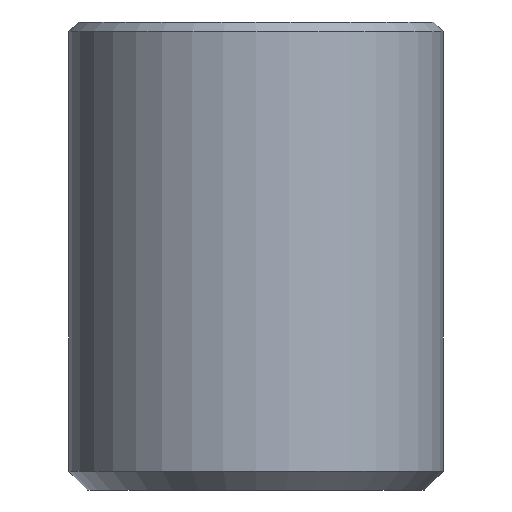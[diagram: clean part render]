
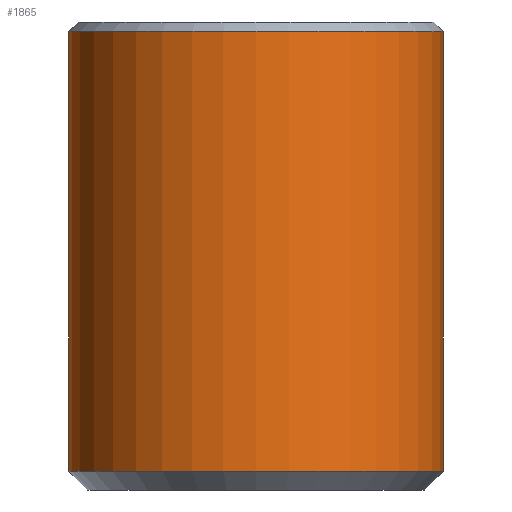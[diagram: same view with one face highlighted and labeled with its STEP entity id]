
A CAD part, front view. The second image highlights one B-rep face of the part: STEP entity #1865.
In plain terms, the highlighted cylindrical face has radius 4 mm (diameter 8 mm), a full revolution.
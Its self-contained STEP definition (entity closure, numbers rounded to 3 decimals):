
#257=CYLINDRICAL_SURFACE('',#1990,4.);
#289=CIRCLE('',#1989,4.);
#290=CIRCLE('',#1991,4.);
#350=FACE_OUTER_BOUND('',#460,.T.);
#460=EDGE_LOOP('',(#1273,#1274,#1275,#1276));
#587=LINE('',#2400,#666);
#666=VECTOR('',#2127,4.);
#736=VERTEX_POINT('',#2395);
#737=VERTEX_POINT('',#2399);
#947=EDGE_CURVE('',#736,#736,#289,.T.);
#948=EDGE_CURVE('',#736,#737,#587,.T.);
#949=EDGE_CURVE('',#737,#737,#290,.T.);
#1273=ORIENTED_EDGE('',*,*,#947,.F.);
#1274=ORIENTED_EDGE('',*,*,#948,.T.);
#1275=ORIENTED_EDGE('',*,*,#949,.F.);
#1276=ORIENTED_EDGE('',*,*,#948,.F.);
#1865=ADVANCED_FACE('',(#350),#257,.T.);
#1989=AXIS2_PLACEMENT_3D('',#2397,#2123,#2124);
#1990=AXIS2_PLACEMENT_3D('',#2398,#2125,#2126);
#1991=AXIS2_PLACEMENT_3D('',#2401,#2128,#2129);
#2123=DIRECTION('center_axis',(0.,0.,1.));
#2124=DIRECTION('ref_axis',(1.,0.,0.));
#2125=DIRECTION('center_axis',(0.,0.,1.));
#2126=DIRECTION('ref_axis',(1.,0.,0.));
#2127=DIRECTION('',(0.,0.,-1.));
#2128=DIRECTION('center_axis',(0.,0.,-1.));
#2129=DIRECTION('ref_axis',(1.,0.,0.));
#2395=CARTESIAN_POINT('',(-4.,0.,9.8));
#2397=CARTESIAN_POINT('Origin',(0.,0.,9.8));
#2398=CARTESIAN_POINT('Origin',(0.,0.,-1.));
#2399=CARTESIAN_POINT('',(-4.,0.,0.4));
#2400=CARTESIAN_POINT('',(-4.,0.,-1.));
#2401=CARTESIAN_POINT('Origin',(0.,0.,0.4));
